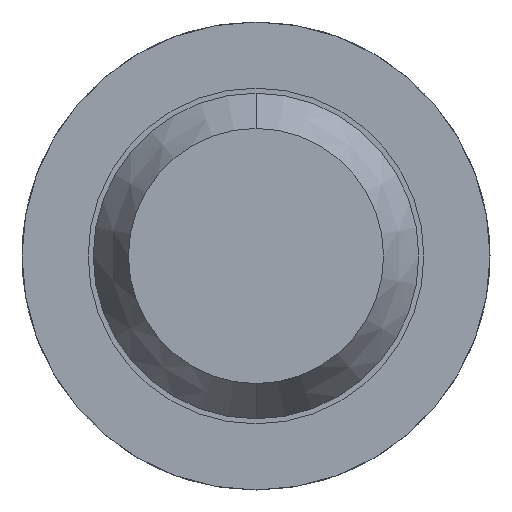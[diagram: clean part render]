
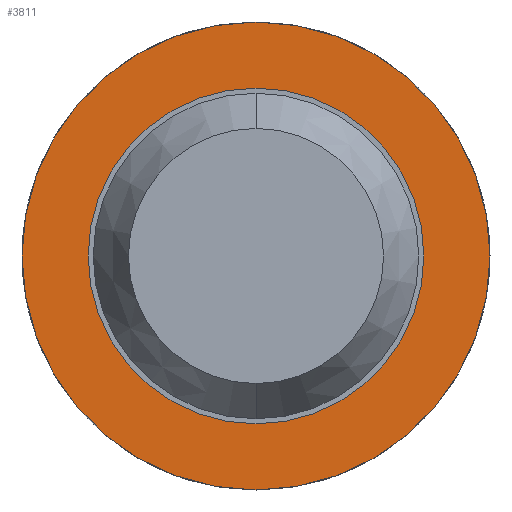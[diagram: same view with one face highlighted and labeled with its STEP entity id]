
A CAD part, front view. The second image highlights one B-rep face of the part: STEP entity #3811.
In plain terms, the highlighted planar face has unit normal (0, -1, 0).
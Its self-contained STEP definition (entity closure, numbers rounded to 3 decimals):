
#228 = PLANE ( 'NONE',  #3134 ) ;
#587 = DIRECTION ( 'NONE',  ( 0., 0., 1. ) ) ;
#619 = EDGE_CURVE ( 'Defeature ausgef�hrt2_1+Defeature ausgef�hrt2_8+Defeature ausgef�hrt2_8+Defeature ausgef�hrt2_8', #2880, #2718, #1769, .T. ) ;
#623 = AXIS2_PLACEMENT_3D ( 'NONE', #2716, #2096, #3901 ) ;
#710 = ORIENTED_EDGE ( 'NONE', *, *, #1581, .T. ) ;
#871 = VERTEX_POINT ( 'NONE', #3782 ) ;
#877 = DIRECTION ( 'NONE',  ( 0., 0., 1. ) ) ;
#1013 = CIRCLE ( 'NONE', #623, 1.15 ) ;
#1173 = CARTESIAN_POINT ( 'NONE',  ( 0., -1.7, 0. ) ) ;
#1178 = CARTESIAN_POINT ( 'NONE',  ( 0., -1.7, 0. ) ) ;
#1241 = DIRECTION ( 'NONE',  ( 0., 0., 1. ) ) ;
#1247 = EDGE_LOOP ( 'NONE', ( #3159, #3446 ) ) ;
#1334 = CARTESIAN_POINT ( 'NONE',  ( 0., -1.7, -0.825 ) ) ;
#1375 = EDGE_LOOP ( 'NONE', ( #710, #2834 ) ) ;
#1482 = DIRECTION ( 'NONE',  ( 0., 1., 0. ) ) ;
#1581 = EDGE_CURVE ( 'Defeature ausgef�hrt2_8+Defeature ausgef�hrt2_7+Defeature ausgef�hrt2_7+Defeature ausgef�hrt2_7', #871, #3259, #1925, .T. ) ;
#1674 = CARTESIAN_POINT ( 'NONE',  ( 0., -1.7, -1.15 ) ) ;
#1769 = CIRCLE ( 'NONE', #2490, 1.15 ) ;
#1791 = AXIS2_PLACEMENT_3D ( 'NONE', #2403, #3637, #1241 ) ;
#1925 = CIRCLE ( 'NONE', #1791, 0.825 ) ;
#1964 = AXIS2_PLACEMENT_3D ( 'NONE', #1173, #2707, #587 ) ;
#1966 = CARTESIAN_POINT ( 'NONE',  ( 0., -1.7, 1.15 ) ) ;
#2014 = EDGE_CURVE ( 'Defeature ausgef�hrt2_8+Defeature ausgef�hrt2_7+Defeature ausgef�hrt2_7+Defeature ausgef�hrt2_7', #3259, #871, #2691, .T. ) ;
#2096 = DIRECTION ( 'NONE',  ( 0., 1., 0. ) ) ;
#2348 = DIRECTION ( 'NONE',  ( 0., 0., 1. ) ) ;
#2403 = CARTESIAN_POINT ( 'NONE',  ( 0., -1.7, 0. ) ) ;
#2490 = AXIS2_PLACEMENT_3D ( 'NONE', #1178, #1482, #877 ) ;
#2535 = EDGE_CURVE ( 'Defeature ausgef�hrt2_1+Defeature ausgef�hrt2_8+Defeature ausgef�hrt2_8+Defeature ausgef�hrt2_8', #2718, #2880, #1013, .T. ) ;
#2691 = CIRCLE ( 'NONE', #1964, 0.825 ) ;
#2707 = DIRECTION ( 'NONE',  ( 0., 1., 0. ) ) ;
#2716 = CARTESIAN_POINT ( 'NONE',  ( 0., -1.7, 0. ) ) ;
#2718 = VERTEX_POINT ( 'NONE', #1966 ) ;
#2834 = ORIENTED_EDGE ( 'NONE', *, *, #2014, .T. ) ;
#2880 = VERTEX_POINT ( 'NONE', #1674 ) ;
#2963 = DIRECTION ( 'NONE',  ( 0., 1., 0. ) ) ;
#3134 = AXIS2_PLACEMENT_3D ( 'NONE', #3214, #2963, #2348 ) ;
#3159 = ORIENTED_EDGE ( 'NONE', *, *, #2535, .F. ) ;
#3214 = CARTESIAN_POINT ( 'NONE',  ( 0.825, -1.7, 0. ) ) ;
#3259 = VERTEX_POINT ( 'NONE', #1334 ) ;
#3446 = ORIENTED_EDGE ( 'NONE', *, *, #619, .F. ) ;
#3570 = FACE_OUTER_BOUND ( 'NONE', #1247, .T. ) ;
#3637 = DIRECTION ( 'NONE',  ( 0., 1., 0. ) ) ;
#3706 = FACE_BOUND ( 'NONE', #1375, .T. ) ;
#3782 = CARTESIAN_POINT ( 'NONE',  ( 0., -1.7, 0.825 ) ) ;
#3811 = ADVANCED_FACE ( 'Defeature ausgef�hrt2_8', ( #3570, #3706 ), #228, .F. ) ;
#3901 = DIRECTION ( 'NONE',  ( 0., 0., 1. ) ) ;
